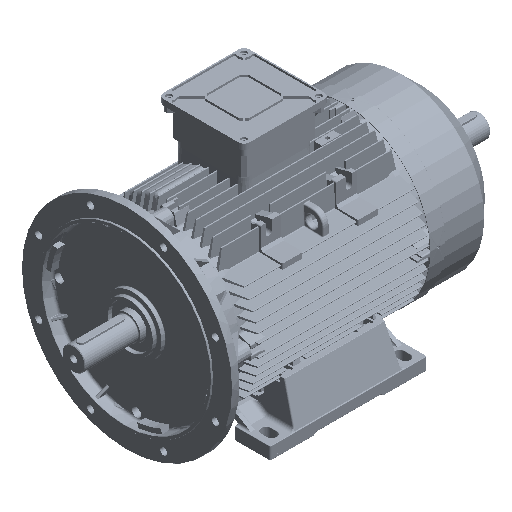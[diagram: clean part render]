
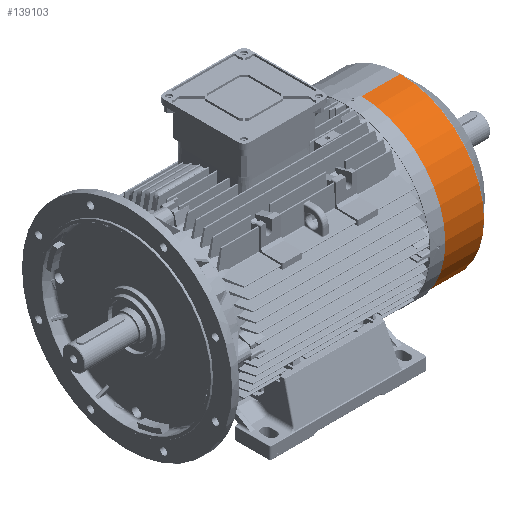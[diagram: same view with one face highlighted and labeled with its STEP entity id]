
A CAD part, isometric view. The second image highlights one B-rep face of the part: STEP entity #139103.
In plain terms, the highlighted cylindrical face has radius 219 mm (diameter 438 mm), a partial arc.
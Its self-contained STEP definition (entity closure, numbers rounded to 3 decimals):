
#5709 = DIRECTION ( 'NONE',  ( -1., 0., 0. ) ) ;
#9861 = EDGE_CURVE ( 'NONE', #74629, #28277, #148178, .T. ) ;
#17577 = LINE ( 'NONE', #149032, #26141 ) ;
#18137 = EDGE_CURVE ( 'NONE', #174340, #128512, #17577, .T. ) ;
#26141 = VECTOR ( 'NONE', #130745, 1000. ) ;
#28277 = VERTEX_POINT ( 'NONE', #45609 ) ;
#28942 = DIRECTION ( 'NONE',  ( 0., 0., 1. ) ) ;
#33174 = CARTESIAN_POINT ( 'NONE',  ( 40.8, 0., 219. ) ) ;
#45609 = CARTESIAN_POINT ( 'NONE',  ( 40.8, 0., -219. ) ) ;
#71380 = DIRECTION ( 'NONE',  ( 1., 0., 0. ) ) ;
#71493 = CARTESIAN_POINT ( 'NONE',  ( 0., 0., -219. ) ) ;
#74629 = VERTEX_POINT ( 'NONE', #86082 ) ;
#77577 = DIRECTION ( 'NONE',  ( 0., 0., -1. ) ) ;
#86082 = CARTESIAN_POINT ( 'NONE',  ( 144.182, 0., -219. ) ) ;
#88024 = CIRCLE ( 'NONE', #212311, 219. ) ;
#90944 = DIRECTION ( 'NONE',  ( -1., 0., 0. ) ) ;
#98041 = ORIENTED_EDGE ( 'NONE', *, *, #18137, .T. ) ;
#120224 = FACE_OUTER_BOUND ( 'NONE', #174244, .T. ) ;
#127478 = EDGE_CURVE ( 'NONE', #74629, #174340, #218370, .T. ) ;
#128512 = VERTEX_POINT ( 'NONE', #33174 ) ;
#130745 = DIRECTION ( 'NONE',  ( -1., 0., 0. ) ) ;
#137318 = CARTESIAN_POINT ( 'NONE',  ( 0., 0., 0. ) ) ;
#138528 = CYLINDRICAL_SURFACE ( 'NONE', #170544, 219. ) ;
#139103 = ADVANCED_FACE ( 'NONE', ( #120224 ), #138528, .T. ) ;
#141454 = EDGE_CURVE ( 'NONE', #128512, #28277, #88024, .T. ) ;
#145671 = DIRECTION ( 'NONE',  ( 0., 0., 1. ) ) ;
#148178 = LINE ( 'NONE', #71493, #212031 ) ;
#149032 = CARTESIAN_POINT ( 'NONE',  ( 0., 0., 219. ) ) ;
#150769 = ORIENTED_EDGE ( 'NONE', *, *, #141454, .T. ) ;
#156723 = ORIENTED_EDGE ( 'NONE', *, *, #127478, .T. ) ;
#170544 = AXIS2_PLACEMENT_3D ( 'NONE', #137318, #195749, #28942 ) ;
#174244 = EDGE_LOOP ( 'NONE', ( #238941, #156723, #98041, #150769 ) ) ;
#174340 = VERTEX_POINT ( 'NONE', #205092 ) ;
#195108 = AXIS2_PLACEMENT_3D ( 'NONE', #228544, #5709, #77577 ) ;
#195749 = DIRECTION ( 'NONE',  ( -1., 0., 0. ) ) ;
#205092 = CARTESIAN_POINT ( 'NONE',  ( 144.182, 0., 219. ) ) ;
#212031 = VECTOR ( 'NONE', #90944, 1000. ) ;
#212311 = AXIS2_PLACEMENT_3D ( 'NONE', #238222, #71380, #145671 ) ;
#218370 = CIRCLE ( 'NONE', #195108, 219. ) ;
#228544 = CARTESIAN_POINT ( 'NONE',  ( 144.182, 0., 0. ) ) ;
#238222 = CARTESIAN_POINT ( 'NONE',  ( 40.8, 0., 0. ) ) ;
#238941 = ORIENTED_EDGE ( 'NONE', *, *, #9861, .F. ) ;
